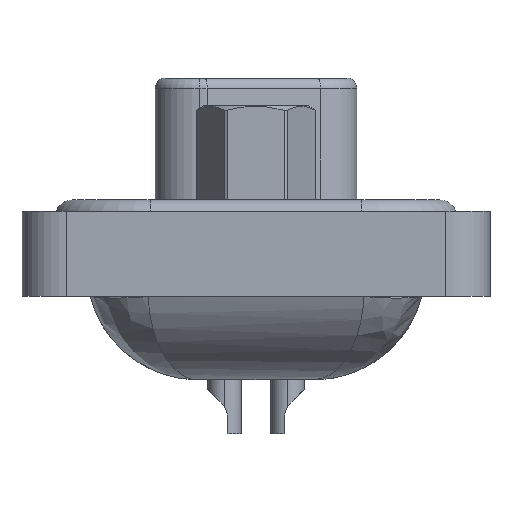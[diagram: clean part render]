
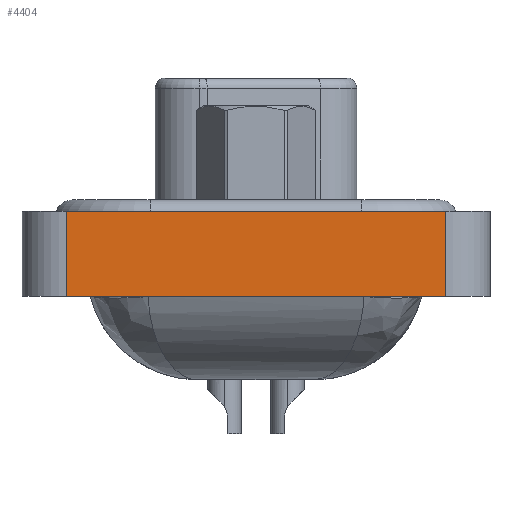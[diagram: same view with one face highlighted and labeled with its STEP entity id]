
A CAD part, left-side view. The second image highlights one B-rep face of the part: STEP entity #4404.
In plain terms, the highlighted planar face has unit normal (-1, 0, 0).
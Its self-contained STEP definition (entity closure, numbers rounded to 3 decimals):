
#570 = CARTESIAN_POINT ( 'NONE',  ( -7.35, -8.55, -3.35 ) ) ;
#688 = VECTOR ( 'NONE', #19559, 1000. ) ;
#1126 = CARTESIAN_POINT ( 'NONE',  ( -7.35, -8.55, 0.5 ) ) ;
#1146 = CARTESIAN_POINT ( 'NONE',  ( -7.35, 8.55, -3.35 ) ) ;
#1472 = EDGE_CURVE ( 'NONE', #9861, #22958, #22233, .T. ) ;
#3209 = ORIENTED_EDGE ( 'NONE', *, *, #15402, .F. ) ;
#3644 = CARTESIAN_POINT ( 'NONE',  ( -7.35, 8.55, 0.5 ) ) ;
#3801 = CARTESIAN_POINT ( 'NONE',  ( -7.35, 8.55, -3.35 ) ) ;
#4296 = CARTESIAN_POINT ( 'NONE',  ( -7.35, -8.55, -3.35 ) ) ;
#4404 = ADVANCED_FACE ( 'NONE', ( #18150 ), #10995, .T. ) ;
#4452 = CARTESIAN_POINT ( 'NONE',  ( -7.35, -8.55, -3.35 ) ) ;
#7607 = ORIENTED_EDGE ( 'NONE', *, *, #20815, .T. ) ;
#7801 = DIRECTION ( 'NONE',  ( 0., 0., 1. ) ) ;
#9134 = DIRECTION ( 'NONE',  ( 0., -1., 0. ) ) ;
#9861 = VERTEX_POINT ( 'NONE', #3644 ) ;
#10600 = ORIENTED_EDGE ( 'NONE', *, *, #12051, .T. ) ;
#10995 = PLANE ( 'NONE',  #15349 ) ;
#11185 = ORIENTED_EDGE ( 'NONE', *, *, #1472, .F. ) ;
#12051 = EDGE_CURVE ( 'NONE', #17716, #22916, #13996, .T. ) ;
#12205 = CARTESIAN_POINT ( 'NONE',  ( -7.35, -8.55, -3.35 ) ) ;
#12953 = DIRECTION ( 'NONE',  ( 0., 0., 1. ) ) ;
#13996 = LINE ( 'NONE', #12205, #19883 ) ;
#15349 = AXIS2_PLACEMENT_3D ( 'NONE', #570, #18513, #7801 ) ;
#15402 = EDGE_CURVE ( 'NONE', #17716, #9861, #22864, .T. ) ;
#15712 = EDGE_LOOP ( 'NONE', ( #7607, #11185, #3209, #10600 ) ) ;
#17716 = VERTEX_POINT ( 'NONE', #3801 ) ;
#17959 = VECTOR ( 'NONE', #12953, 1000. ) ;
#17998 = VECTOR ( 'NONE', #9134, 1000. ) ;
#18150 = FACE_OUTER_BOUND ( 'NONE', #15712, .T. ) ;
#18513 = DIRECTION ( 'NONE',  ( -1., 0., 0. ) ) ;
#18676 = LINE ( 'NONE', #4296, #17959 ) ;
#19472 = DIRECTION ( 'NONE',  ( 0., -1., 0. ) ) ;
#19559 = DIRECTION ( 'NONE',  ( 0., 0., 1. ) ) ;
#19883 = VECTOR ( 'NONE', #19472, 1000. ) ;
#20454 = CARTESIAN_POINT ( 'NONE',  ( -7.35, -8.55, 0.5 ) ) ;
#20815 = EDGE_CURVE ( 'NONE', #22916, #22958, #18676, .T. ) ;
#22233 = LINE ( 'NONE', #20454, #17998 ) ;
#22864 = LINE ( 'NONE', #1146, #688 ) ;
#22916 = VERTEX_POINT ( 'NONE', #4452 ) ;
#22958 = VERTEX_POINT ( 'NONE', #1126 ) ;
